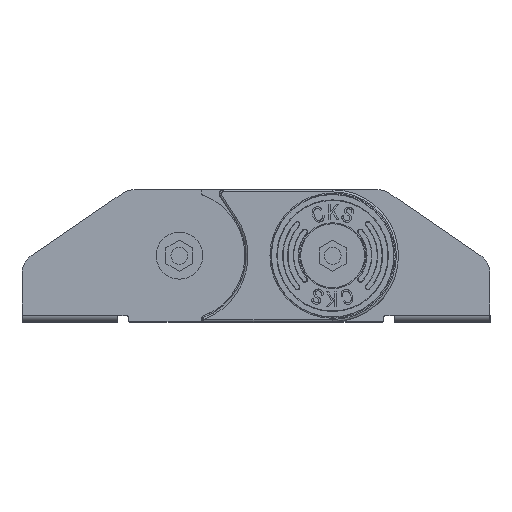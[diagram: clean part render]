
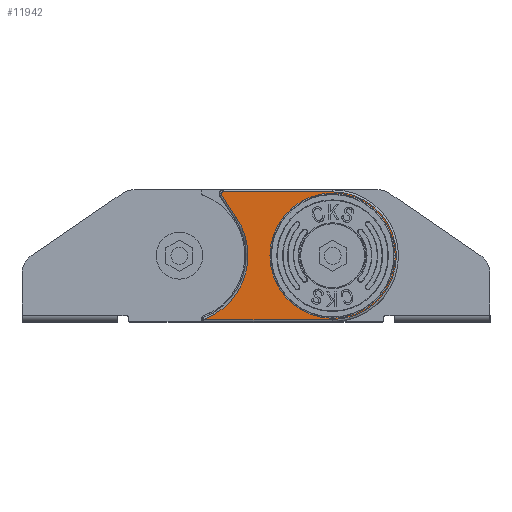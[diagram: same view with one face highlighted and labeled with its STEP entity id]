
A CAD part, top view. The second image highlights one B-rep face of the part: STEP entity #11942.
In plain terms, the highlighted planar face has unit normal (0, 0, 1).
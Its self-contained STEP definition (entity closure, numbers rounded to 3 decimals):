
#367 = VERTEX_POINT ( 'NONE', #28171 ) ;
#793 = CARTESIAN_POINT ( 'NONE',  ( -40.268, -30., -19.98 ) ) ;
#1572 = VECTOR ( 'NONE', #30990, 1000. ) ;
#1614 = CIRCLE ( 'NONE', #39778, 29.433 ) ;
#1712 = DIRECTION ( 'NONE',  ( 0., 0., -1. ) ) ;
#1714 = CARTESIAN_POINT ( 'NONE',  ( -46.66, -35.173, -19.98 ) ) ;
#2278 = DIRECTION ( 'NONE',  ( 0., 0., 1. ) ) ;
#4389 = CARTESIAN_POINT ( 'NONE',  ( -36.003, -30., -19.98 ) ) ;
#4809 = ORIENTED_EDGE ( 'NONE', *, *, #6339, .T. ) ;
#5483 = ORIENTED_EDGE ( 'NONE', *, *, #36935, .T. ) ;
#5549 = VERTEX_POINT ( 'NONE', #41020 ) ;
#6198 = CARTESIAN_POINT ( 'NONE',  ( -36.003, 0., -19.98 ) ) ;
#6339 = EDGE_CURVE ( 'NONE', #38083, #12168, #18494, .T. ) ;
#6573 = DIRECTION ( 'NONE',  ( 0., 0., -1. ) ) ;
#6978 = AXIS2_PLACEMENT_3D ( 'NONE', #12678, #9079, #30270 ) ;
#7568 = ORIENTED_EDGE ( 'NONE', *, *, #36476, .T. ) ;
#7827 = LINE ( 'NONE', #793, #19613 ) ;
#8770 = AXIS2_PLACEMENT_3D ( 'NONE', #30427, #1712, #16441 ) ;
#9079 = DIRECTION ( 'NONE',  ( 0., 0., 1. ) ) ;
#9195 = AXIS2_PLACEMENT_3D ( 'NONE', #19379, #44408, #15456 ) ;
#9243 = PLANE ( 'NONE',  #8770 ) ;
#11240 = EDGE_CURVE ( 'NONE', #39375, #20973, #39571, .T. ) ;
#11942 = ADVANCED_FACE ( 'NONE', ( #13660, #12007 ), #9243, .F. ) ;
#11977 = EDGE_CURVE ( 'NONE', #20542, #39375, #36149, .T. ) ;
#12007 = FACE_OUTER_BOUND ( 'NONE', #24038, .T. ) ;
#12168 = VERTEX_POINT ( 'NONE', #15011 ) ;
#12678 = CARTESIAN_POINT ( 'NONE',  ( -87.27, 29., -19.98 ) ) ;
#13660 = FACE_BOUND ( 'NONE', #37203, .T. ) ;
#14450 = DIRECTION ( 'NONE',  ( 1., 0., 0. ) ) ;
#14628 = VERTEX_POINT ( 'NONE', #36334 ) ;
#15011 = CARTESIAN_POINT ( 'NONE',  ( -36.003, 30., -19.98 ) ) ;
#15261 = EDGE_CURVE ( 'NONE', #367, #38083, #7827, .T. ) ;
#15456 = DIRECTION ( 'NONE',  ( -1., 0., 0. ) ) ;
#15918 = CARTESIAN_POINT ( 'NONE',  ( -88.27, 29., -19.98 ) ) ;
#16041 = EDGE_CURVE ( 'NONE', #12168, #20542, #27404, .T. ) ;
#16058 = CARTESIAN_POINT ( 'NONE',  ( -87.27, 29., -19.98 ) ) ;
#16168 = VERTEX_POINT ( 'NONE', #45217 ) ;
#16441 = DIRECTION ( 'NONE',  ( -1., 0., 0. ) ) ;
#17464 = CIRCLE ( 'NONE', #35810, 32. ) ;
#18333 = ORIENTED_EDGE ( 'NONE', *, *, #42290, .T. ) ;
#18494 = CIRCLE ( 'NONE', #26953, 30. ) ;
#19379 = CARTESIAN_POINT ( 'NONE',  ( -36.003, 0., -19.98 ) ) ;
#19613 = VECTOR ( 'NONE', #14450, 1000. ) ;
#20297 = DIRECTION ( 'NONE',  ( -1., 0., 0. ) ) ;
#20542 = VERTEX_POINT ( 'NONE', #40705 ) ;
#20973 = VERTEX_POINT ( 'NONE', #28344 ) ;
#21046 = CIRCLE ( 'NONE', #9195, 29.433 ) ;
#21175 = CARTESIAN_POINT ( 'NONE',  ( -36.003, 0., -19.98 ) ) ;
#22233 = ORIENTED_EDGE ( 'NONE', *, *, #16041, .T. ) ;
#24032 = ORIENTED_EDGE ( 'NONE', *, *, #15261, .T. ) ;
#24038 = EDGE_LOOP ( 'NONE', ( #7568, #18333, #24032, #4809, #22233, #44159, #43268 ) ) ;
#24393 = DIRECTION ( 'NONE',  ( 0., 0., -1. ) ) ;
#26802 = DIRECTION ( 'NONE',  ( 0.546, -0.838, 0. ) ) ;
#26953 = AXIS2_PLACEMENT_3D ( 'NONE', #21175, #35631, #46220 ) ;
#27404 = LINE ( 'NONE', #44734, #1572 ) ;
#28171 = CARTESIAN_POINT ( 'NONE',  ( -96.617, -30., -19.98 ) ) ;
#28194 = CARTESIAN_POINT ( 'NONE',  ( -107.753, 0., -19.98 ) ) ;
#28344 = CARTESIAN_POINT ( 'NONE',  ( -88.108, 28.454, -19.98 ) ) ;
#29790 = AXIS2_PLACEMENT_3D ( 'NONE', #16058, #2278, #20297 ) ;
#30270 = DIRECTION ( 'NONE',  ( -1., 0., 0. ) ) ;
#30292 = VECTOR ( 'NONE', #26802, 1000. ) ;
#30427 = CARTESIAN_POINT ( 'NONE',  ( -40.268, -31.01, -19.98 ) ) ;
#30990 = DIRECTION ( 'NONE',  ( -1., 0., 0. ) ) ;
#31960 = DIRECTION ( 'NONE',  ( -1., 0., 0. ) ) ;
#32516 = LINE ( 'NONE', #1714, #30292 ) ;
#35631 = DIRECTION ( 'NONE',  ( 0., 0., 1. ) ) ;
#35810 = AXIS2_PLACEMENT_3D ( 'NONE', #28194, #6573, #31960 ) ;
#36149 = CIRCLE ( 'NONE', #6978, 1. ) ;
#36334 = CARTESIAN_POINT ( 'NONE',  ( -81.345, 18.073, -19.98 ) ) ;
#36476 = EDGE_CURVE ( 'NONE', #20973, #14628, #32516, .T. ) ;
#36907 = ORIENTED_EDGE ( 'NONE', *, *, #39357, .T. ) ;
#36935 = EDGE_CURVE ( 'NONE', #5549, #16168, #1614, .T. ) ;
#37203 = EDGE_LOOP ( 'NONE', ( #36907, #5483 ) ) ;
#38083 = VERTEX_POINT ( 'NONE', #4389 ) ;
#39357 = EDGE_CURVE ( 'NONE', #16168, #5549, #21046, .T. ) ;
#39375 = VERTEX_POINT ( 'NONE', #15918 ) ;
#39571 = CIRCLE ( 'NONE', #29790, 1. ) ;
#39778 = AXIS2_PLACEMENT_3D ( 'NONE', #6198, #24393, #45807 ) ;
#40705 = CARTESIAN_POINT ( 'NONE',  ( -87.27, 30., -19.98 ) ) ;
#41020 = CARTESIAN_POINT ( 'NONE',  ( -6.57, 0., -19.98 ) ) ;
#42290 = EDGE_CURVE ( 'NONE', #14628, #367, #17464, .T. ) ;
#43268 = ORIENTED_EDGE ( 'NONE', *, *, #11240, .T. ) ;
#44159 = ORIENTED_EDGE ( 'NONE', *, *, #11977, .T. ) ;
#44408 = DIRECTION ( 'NONE',  ( 0., 0., -1. ) ) ;
#44734 = CARTESIAN_POINT ( 'NONE',  ( -40.268, 30., -19.98 ) ) ;
#45217 = CARTESIAN_POINT ( 'NONE',  ( -65.436, 0., -19.98 ) ) ;
#45807 = DIRECTION ( 'NONE',  ( -1., 0., 0. ) ) ;
#46220 = DIRECTION ( 'NONE',  ( -1., 0., 0. ) ) ;
